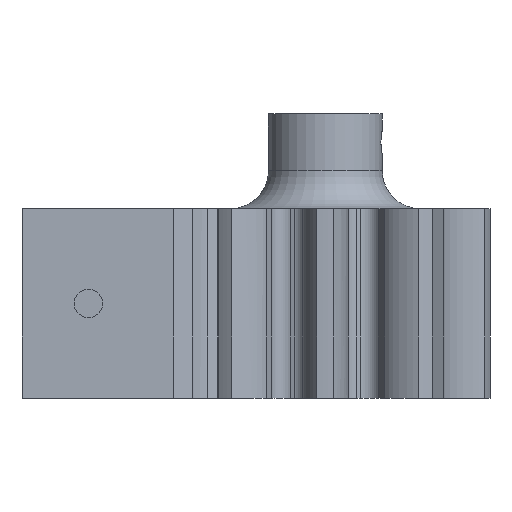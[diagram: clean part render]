
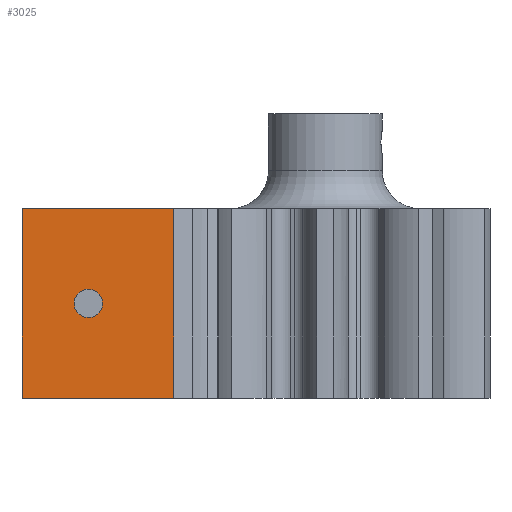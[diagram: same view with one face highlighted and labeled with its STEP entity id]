
A CAD part, left-side view. The second image highlights one B-rep face of the part: STEP entity #3025.
In plain terms, the highlighted planar face has unit normal (-1, 0, 0).
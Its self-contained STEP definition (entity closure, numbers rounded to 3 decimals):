
#88=FACE_BOUND('',#446,.T.);
#122=PLANE('',#3271);
#282=FACE_OUTER_BOUND('',#445,.T.);
#445=EDGE_LOOP('',(#2529,#2530,#2531,#2532));
#446=EDGE_LOOP('',(#2533));
#655=LINE('',#10681,#970);
#656=LINE('',#10684,#971);
#657=LINE('',#10686,#972);
#658=LINE('',#10687,#973);
#970=VECTOR('',#3825,10.);
#971=VECTOR('',#3828,10.);
#972=VECTOR('',#3829,10.);
#973=VECTOR('',#3830,10.);
#1228=CIRCLE('',#3262,1.5);
#1403=VERTEX_POINT('',#10637);
#1417=VERTEX_POINT('',#10677);
#1418=VERTEX_POINT('',#10679);
#1419=VERTEX_POINT('',#10683);
#1420=VERTEX_POINT('',#10685);
#1790=EDGE_CURVE('',#1403,#1403,#1228,.T.);
#1811=EDGE_CURVE('',#1417,#1418,#655,.T.);
#1812=EDGE_CURVE('',#1417,#1419,#656,.T.);
#1813=EDGE_CURVE('',#1420,#1418,#657,.T.);
#1814=EDGE_CURVE('',#1419,#1420,#658,.T.);
#2529=ORIENTED_EDGE('',*,*,#1812,.F.);
#2530=ORIENTED_EDGE('',*,*,#1811,.T.);
#2531=ORIENTED_EDGE('',*,*,#1813,.F.);
#2532=ORIENTED_EDGE('',*,*,#1814,.F.);
#2533=ORIENTED_EDGE('',*,*,#1790,.T.);
#3025=ADVANCED_FACE('',(#282,#88),#122,.T.);
#3262=AXIS2_PLACEMENT_3D('',#10638,#3788,#3789);
#3271=AXIS2_PLACEMENT_3D('',#10682,#3826,#3827);
#3788=DIRECTION('center_axis',(1.,0.,0.));
#3789=DIRECTION('ref_axis',(0.,-1.,0.));
#3825=DIRECTION('',(0.,0.,1.));
#3826=DIRECTION('center_axis',(-1.,0.,0.));
#3827=DIRECTION('ref_axis',(0.,-1.,0.));
#3828=DIRECTION('',(0.,1.,0.));
#3829=DIRECTION('',(0.,-1.,0.));
#3830=DIRECTION('',(0.,0.,1.));
#10637=CARTESIAN_POINT('',(-65.,26.5,10.));
#10638=CARTESIAN_POINT('Origin',(-65.,25.,10.));
#10677=CARTESIAN_POINT('',(-65.,16.,0.));
#10679=CARTESIAN_POINT('',(-65.,16.,20.));
#10681=CARTESIAN_POINT('',(-65.,16.,0.));
#10682=CARTESIAN_POINT('Origin',(-65.,32.,0.));
#10683=CARTESIAN_POINT('',(-65.,32.,0.));
#10684=CARTESIAN_POINT('',(-65.,20.,0.));
#10685=CARTESIAN_POINT('',(-65.,32.,20.));
#10686=CARTESIAN_POINT('',(-65.,20.,20.));
#10687=CARTESIAN_POINT('',(-65.,32.,0.));
